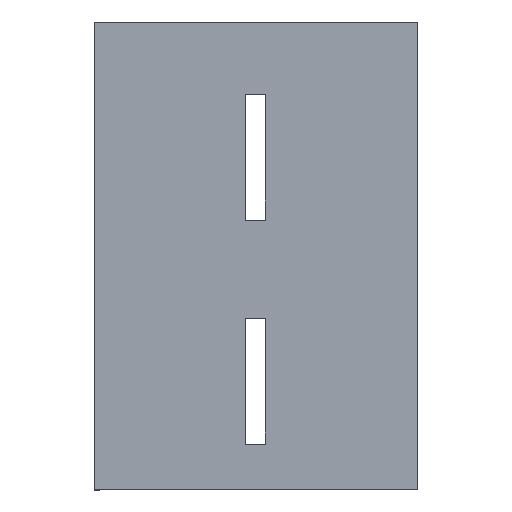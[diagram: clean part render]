
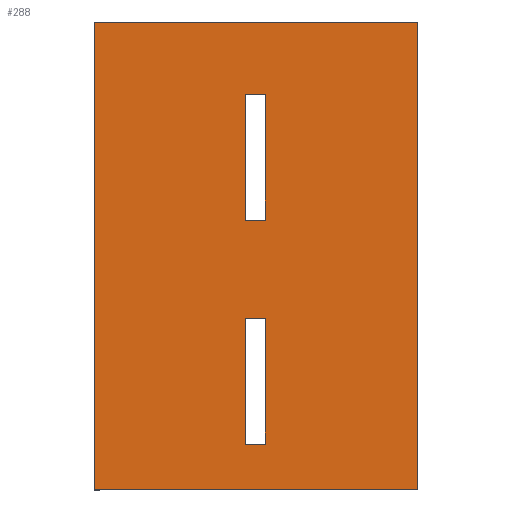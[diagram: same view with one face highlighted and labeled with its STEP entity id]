
A CAD part, top view. The second image highlights one B-rep face of the part: STEP entity #288.
In plain terms, the highlighted planar face has unit normal (0, 0, 1).
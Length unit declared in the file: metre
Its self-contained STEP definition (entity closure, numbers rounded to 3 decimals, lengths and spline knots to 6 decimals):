
#70=ORIENTED_EDGE('',*,*,#116,.F.);
#71=ORIENTED_EDGE('',*,*,#120,.T.);
#72=ORIENTED_EDGE('',*,*,#123,.T.);
#73=ORIENTED_EDGE('',*,*,#127,.F.);
#74=ORIENTED_EDGE('',*,*,#106,.F.);
#75=ORIENTED_EDGE('',*,*,#110,.T.);
#76=ORIENTED_EDGE('',*,*,#113,.T.);
#77=ORIENTED_EDGE('',*,*,#125,.F.);
#78=ORIENTED_EDGE('',*,*,#96,.F.);
#79=ORIENTED_EDGE('',*,*,#100,.T.);
#80=ORIENTED_EDGE('',*,*,#103,.T.);
#81=ORIENTED_EDGE('',*,*,#129,.F.);
#96=EDGE_CURVE('',#132,#133,#156,.T.);
#100=EDGE_CURVE('',#132,#135,#160,.T.);
#103=EDGE_CURVE('',#135,#137,#163,.T.);
#106=EDGE_CURVE('',#140,#141,#166,.T.);
#110=EDGE_CURVE('',#140,#143,#170,.T.);
#113=EDGE_CURVE('',#143,#145,#173,.T.);
#116=EDGE_CURVE('',#148,#149,#176,.T.);
#120=EDGE_CURVE('',#148,#151,#180,.T.);
#123=EDGE_CURVE('',#151,#153,#183,.T.);
#125=EDGE_CURVE('',#141,#145,#185,.T.);
#127=EDGE_CURVE('',#149,#153,#187,.T.);
#129=EDGE_CURVE('',#133,#137,#189,.T.);
#132=VERTEX_POINT('',#402);
#133=VERTEX_POINT('',#404);
#135=VERTEX_POINT('',#410);
#137=VERTEX_POINT('',#416);
#140=VERTEX_POINT('',#423);
#141=VERTEX_POINT('',#425);
#143=VERTEX_POINT('',#431);
#145=VERTEX_POINT('',#437);
#148=VERTEX_POINT('',#444);
#149=VERTEX_POINT('',#446);
#151=VERTEX_POINT('',#452);
#153=VERTEX_POINT('',#458);
#156=LINE('',#403,#192);
#160=LINE('',#411,#196);
#163=LINE('',#417,#199);
#166=LINE('',#424,#202);
#170=LINE('',#432,#206);
#173=LINE('',#438,#209);
#176=LINE('',#445,#212);
#180=LINE('',#453,#216);
#183=LINE('',#459,#219);
#185=LINE('',#462,#221);
#187=LINE('',#465,#223);
#189=LINE('',#468,#225);
#192=VECTOR('',#336,1.);
#196=VECTOR('',#342,1.);
#199=VECTOR('',#347,1.);
#202=VECTOR('',#352,1.);
#206=VECTOR('',#358,1.);
#209=VECTOR('',#363,1.);
#212=VECTOR('',#368,1.);
#216=VECTOR('',#374,1.);
#219=VECTOR('',#379,1.);
#221=VECTOR('',#383,1.);
#223=VECTOR('',#387,1.);
#225=VECTOR('',#391,1.);
#238=EDGE_LOOP('',(#70,#71,#72,#73));
#239=EDGE_LOOP('',(#74,#75,#76,#77));
#240=EDGE_LOOP('',(#78,#79,#80,#81));
#256=FACE_BOUND('',#238,.T.);
#257=FACE_BOUND('',#239,.T.);
#258=FACE_BOUND('',#240,.T.);
#274=PLANE('',#328);
#288=ADVANCED_FACE('',(#256,#257,#258),#274,.T.);
#328=AXIS2_PLACEMENT_3D('',#469,#392,#393);
#336=DIRECTION('',(1.,0.,0.));
#342=DIRECTION('',(0.,1.,0.));
#347=DIRECTION('',(1.,0.,0.));
#352=DIRECTION('',(1.,0.,0.));
#358=DIRECTION('',(0.,1.,0.));
#363=DIRECTION('',(1.,0.,0.));
#368=DIRECTION('',(0.,1.,0.));
#374=DIRECTION('',(1.,0.,0.));
#379=DIRECTION('',(0.,1.,0.));
#383=DIRECTION('',(0.,1.,0.));
#387=DIRECTION('',(1.,0.,0.));
#391=DIRECTION('',(0.,1.,0.));
#392=DIRECTION('',(0.,0.,1.));
#393=DIRECTION('',(1.,0.,0.));
#402=CARTESIAN_POINT('',(-0.022964,-0.30625,0.025));
#403=CARTESIAN_POINT('',(-0.017366,-0.30625,0.025));
#404=CARTESIAN_POINT('',(-0.011768,-0.30625,0.025));
#410=CARTESIAN_POINT('',(-0.022964,-0.236319,0.025));
#411=CARTESIAN_POINT('',(-0.022964,-0.271284,0.025));
#416=CARTESIAN_POINT('',(-0.011768,-0.236319,0.025));
#417=CARTESIAN_POINT('',(-0.017366,-0.236319,0.025));
#423=CARTESIAN_POINT('',(-0.022964,-0.430684,0.025));
#424=CARTESIAN_POINT('',(-0.017366,-0.430684,0.025));
#425=CARTESIAN_POINT('',(-0.011768,-0.430684,0.025));
#431=CARTESIAN_POINT('',(-0.022964,-0.360753,0.025));
#432=CARTESIAN_POINT('',(-0.022964,-0.395718,0.025));
#437=CARTESIAN_POINT('',(-0.011768,-0.360753,0.025));
#438=CARTESIAN_POINT('',(-0.017366,-0.360753,0.025));
#444=CARTESIAN_POINT('',(-0.106964,-0.456158,0.025));
#445=CARTESIAN_POINT('',(-0.106964,-0.326158,0.025));
#446=CARTESIAN_POINT('',(-0.106964,-0.196158,0.025));
#452=CARTESIAN_POINT('',(0.073036,-0.456158,0.025));
#453=CARTESIAN_POINT('',(-0.016964,-0.456158,0.025));
#458=CARTESIAN_POINT('',(0.073036,-0.196158,0.025));
#459=CARTESIAN_POINT('',(0.073036,-0.326158,0.025));
#462=CARTESIAN_POINT('',(-0.011768,-0.395718,0.025));
#465=CARTESIAN_POINT('',(-0.016964,-0.196158,0.025));
#468=CARTESIAN_POINT('',(-0.011768,-0.271284,0.025));
#469=CARTESIAN_POINT('',(-0.016964,-0.106158,0.025));
